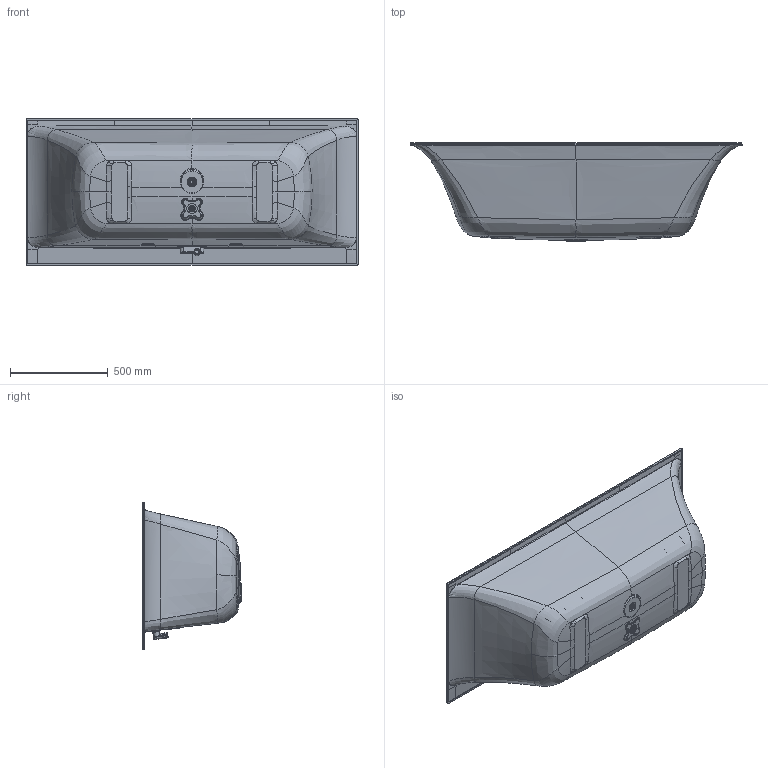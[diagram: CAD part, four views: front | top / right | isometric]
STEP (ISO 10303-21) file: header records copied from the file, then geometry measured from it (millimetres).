
FILE_DESCRIPTION((''),'2;1');
FILE_NAME('SUBWAY170SILENT_ASM','2021-04-16T15:08:00',('hegemanc'),('Villeroy & Boch Wellness bv'),'CREO PARAMETRIC BY PTC INC, 2019292','CREO PARAMETRIC BY PTC INC, 2019292','');
FILE_SCHEMA(('CONFIG_CONTROL_DESIGN'));
Products named in the file (12): V3P1907-002; V4P1907-019_CH; V4P1907-018_CH; V4P1907-045_CH; V4P1907-047; V4P1907-105_CH_ASM; V3P1607-081_CH; V4P1908-013_CH; O-RING_41X2_CH; V4P1908-012_CH; V4P1908-113_CH_ASM; SUBWAY170SILENT_ASM
Assembly tree (11 placements, depth 3):
  SUBWAY170SILENT_ASM
    V3P1907-002
    V4P1907-105_CH_ASM
      V4P1907-019_CH
      V4P1907-018_CH
      V4P1907-045_CH
      V4P1907-047
    V3P1607-081_CH
    V4P1908-113_CH_ASM
      V4P1908-013_CH
      O-RING_41X2_CH
      V4P1908-012_CH
Bounding box: 1700 x 502.92 x 750 mm (x, y, z)
Volume: 24646949.1 mm3; surface area: 5103442.7 mm2
Topology: 9 solids, 9 shells, 1727 faces, 4366 edges, 2712 vertices
Faces by surface type: plane 544, bspline 457, extrusion 242, cylinder 200, cone 149, torus 113, sphere 22
Entity records: 111026 total; most frequent: CARTESIAN_POINT 73750, ORIENTED_EDGE 8716, DIRECTION 5888, EDGE_CURVE 4358, VERTEX_POINT 2712, B_SPLINE_CURVE_WITH_KNOTS 2004, AXIS2_PLACEMENT_3D 1992, VECTOR 1904
